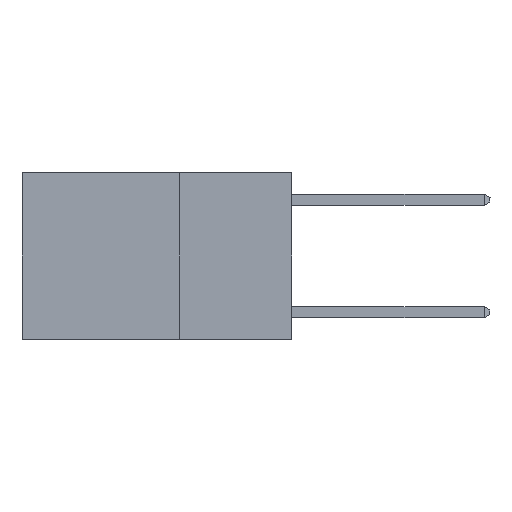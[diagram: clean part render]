
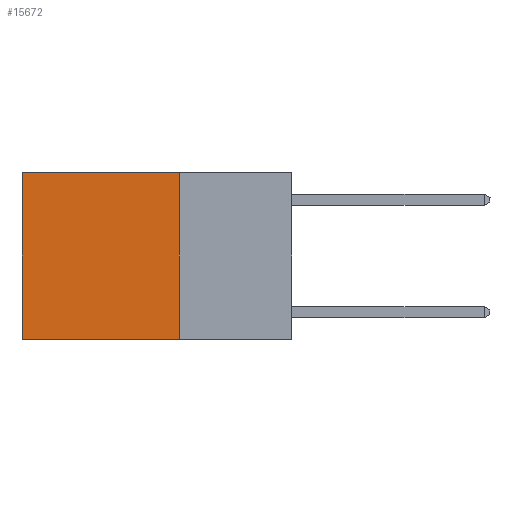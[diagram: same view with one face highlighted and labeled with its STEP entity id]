
A CAD part, left-side view. The second image highlights one B-rep face of the part: STEP entity #15672.
In plain terms, the highlighted planar face has unit normal (-1, 0, 0).
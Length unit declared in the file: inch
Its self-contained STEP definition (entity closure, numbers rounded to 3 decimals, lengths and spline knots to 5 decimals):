
#331 = AXIS2_PLACEMENT_3D ( 'NONE', #6839, #18235, #12427 ) ;
#453 = VERTEX_POINT ( 'NONE', #4958 ) ;
#621 = VERTEX_POINT ( 'NONE', #20377 ) ;
#750 = LINE ( 'NONE', #16846, #6407 ) ;
#2468 = ORIENTED_EDGE ( 'NONE', *, *, #6612, .T. ) ;
#2660 = EDGE_CURVE ( 'NONE', #14565, #9578, #22918, .T. ) ;
#3270 = FACE_OUTER_BOUND ( 'NONE', #13241, .T. ) ;
#4240 = DIRECTION ( 'NONE',  ( 0., 0., -1. ) ) ;
#4868 = CARTESIAN_POINT ( 'NONE',  ( 0.2625, 0.25, -0.37 ) ) ;
#4958 = CARTESIAN_POINT ( 'NONE',  ( 0.2625, 0.6, 0. ) ) ;
#5274 = PLANE ( 'NONE',  #331 ) ;
#6407 = VECTOR ( 'NONE', #4240, 39.37008 ) ;
#6488 = LINE ( 'NONE', #23200, #17036 ) ;
#6612 = EDGE_CURVE ( 'NONE', #453, #9578, #8749, .T. ) ;
#6839 = CARTESIAN_POINT ( 'NONE',  ( 0.2625, 0.25, 0. ) ) ;
#8749 = LINE ( 'NONE', #10539, #11567 ) ;
#8926 = VECTOR ( 'NONE', #13672, 39.37008 ) ;
#9578 = VERTEX_POINT ( 'NONE', #18277 ) ;
#10539 = CARTESIAN_POINT ( 'NONE',  ( 0.2625, 0.6, 0. ) ) ;
#11567 = VECTOR ( 'NONE', #12666, 39.37008 ) ;
#11798 = EDGE_CURVE ( 'NONE', #621, #14565, #750, .T. ) ;
#11970 = EDGE_CURVE ( 'NONE', #621, #453, #6488, .T. ) ;
#12427 = DIRECTION ( 'NONE',  ( 0., 0., -1. ) ) ;
#12666 = DIRECTION ( 'NONE',  ( 0., 0., -1. ) ) ;
#13241 = EDGE_LOOP ( 'NONE', ( #2468, #17784, #22475, #20363 ) ) ;
#13672 = DIRECTION ( 'NONE',  ( 0., 1., 0. ) ) ;
#14565 = VERTEX_POINT ( 'NONE', #20889 ) ;
#15672 = ADVANCED_FACE ( 'NONE', ( #3270 ), #5274, .F. ) ;
#16846 = CARTESIAN_POINT ( 'NONE',  ( 0.2625, 0.25, 0. ) ) ;
#17036 = VECTOR ( 'NONE', #21315, 39.37008 ) ;
#17784 = ORIENTED_EDGE ( 'NONE', *, *, #2660, .F. ) ;
#18235 = DIRECTION ( 'NONE',  ( 1., 0., 0. ) ) ;
#18277 = CARTESIAN_POINT ( 'NONE',  ( 0.2625, 0.6, -0.37 ) ) ;
#20363 = ORIENTED_EDGE ( 'NONE', *, *, #11970, .T. ) ;
#20377 = CARTESIAN_POINT ( 'NONE',  ( 0.2625, 0.25, 0. ) ) ;
#20889 = CARTESIAN_POINT ( 'NONE',  ( 0.2625, 0.25, -0.37 ) ) ;
#21315 = DIRECTION ( 'NONE',  ( 0., 1., 0. ) ) ;
#22475 = ORIENTED_EDGE ( 'NONE', *, *, #11798, .F. ) ;
#22918 = LINE ( 'NONE', #4868, #8926 ) ;
#23200 = CARTESIAN_POINT ( 'NONE',  ( 0.2625, 0.25, 0. ) ) ;
